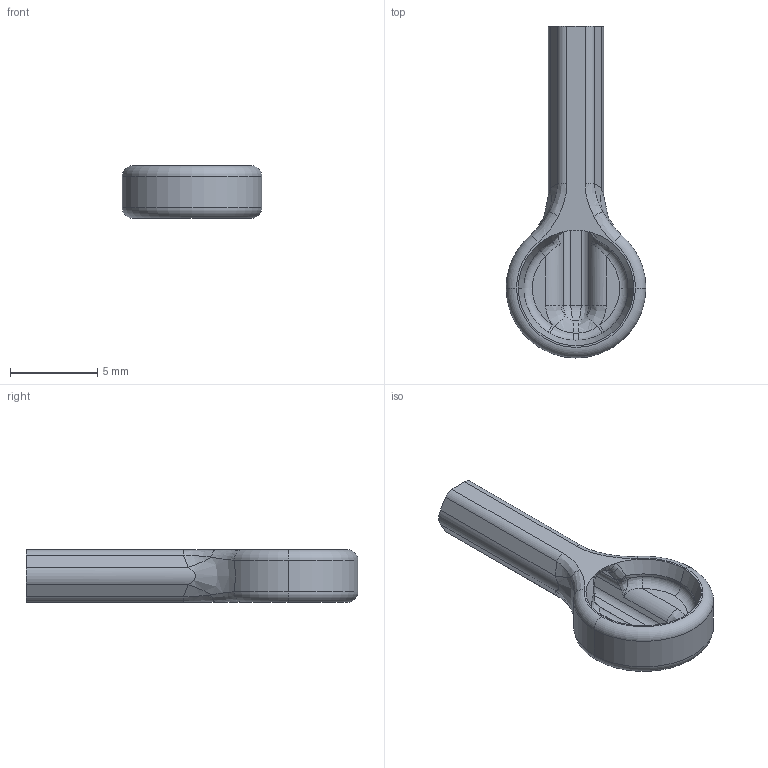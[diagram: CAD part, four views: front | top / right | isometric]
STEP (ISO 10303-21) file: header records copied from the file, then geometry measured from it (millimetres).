
FILE_DESCRIPTION (( 'STEP AP214' ), '1' );
FILE_NAME ('WireMagnetClamp.STEP', '2018-05-09T15:53:51', ( '' ), ( '' ), 'SwSTEP 2.0', 'SolidWorks 2017', '' );
FILE_SCHEMA (( 'AUTOMOTIVE_DESIGN' ));
Length unit declared in the file: millimetre
Products named in the file (1): WireMagnetClamp
Bounding box: 8 x 19 x 3 mm (x, y, z)
Volume: 141.5 mm3; surface area: 373.7 mm2
Topology: 1 solids, 1 shells, 93 faces, 220 edges, 127 vertices
Faces by surface type: bspline 41, cylinder 24, plane 15, torus 10, cone 3
Entity records: 3314 total; most frequent: CARTESIAN_POINT 1431, ORIENTED_EDGE 436, DIRECTION 336, EDGE_CURVE 218, AXIS2_PLACEMENT_3D 143, VERTEX_POINT 127, EDGE_LOOP 95, FACE_OUTER_BOUND 93
